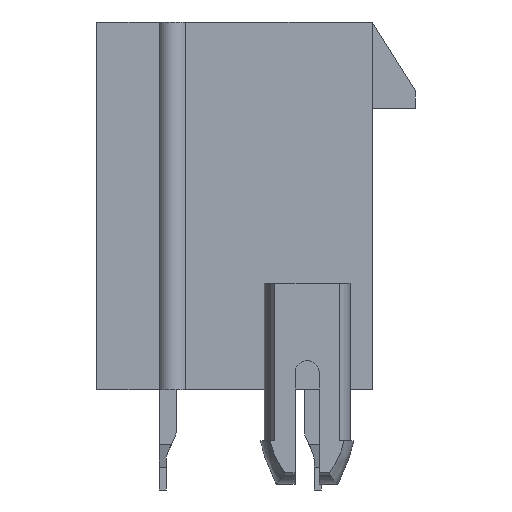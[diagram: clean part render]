
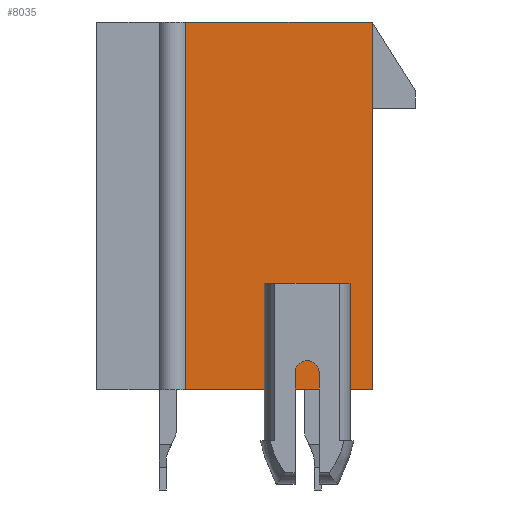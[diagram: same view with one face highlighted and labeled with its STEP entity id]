
A CAD part, left-side view. The second image highlights one B-rep face of the part: STEP entity #8035.
In plain terms, the highlighted planar face has unit normal (-1, 0, 0).
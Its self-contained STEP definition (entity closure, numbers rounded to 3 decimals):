
#965=ORIENTED_EDGE('',*,*,#2268,.F.);
#966=ORIENTED_EDGE('',*,*,#2271,.F.);
#967=ORIENTED_EDGE('',*,*,#2261,.F.);
#968=ORIENTED_EDGE('',*,*,#2265,.F.);
#969=ORIENTED_EDGE('',*,*,#2478,.T.);
#970=ORIENTED_EDGE('',*,*,#2446,.T.);
#971=ORIENTED_EDGE('',*,*,#2457,.T.);
#972=ORIENTED_EDGE('',*,*,#2278,.F.);
#2261=EDGE_CURVE('',#3100,#3101,#3651,.T.);
#2265=EDGE_CURVE('',#3104,#3100,#3655,.T.);
#2268=EDGE_CURVE('',#3106,#3104,#3658,.T.);
#2271=EDGE_CURVE('',#3101,#3106,#3661,.T.);
#2278=EDGE_CURVE('',#3111,#3108,#3666,.T.);
#2446=EDGE_CURVE('',#3222,#3221,#3830,.T.);
#2457=EDGE_CURVE('',#3221,#3108,#3841,.T.);
#2478=EDGE_CURVE('',#3111,#3222,#3862,.T.);
#3100=VERTEX_POINT('',#10966);
#3101=VERTEX_POINT('',#10967);
#3104=VERTEX_POINT('',#10975);
#3106=VERTEX_POINT('',#10981);
#3108=VERTEX_POINT('',#10992);
#3111=VERTEX_POINT('',#10997);
#3221=VERTEX_POINT('',#11322);
#3222=VERTEX_POINT('',#11324);
#3651=LINE('',#10965,#4381);
#3655=LINE('',#10974,#4385);
#3658=LINE('',#10980,#4388);
#3661=LINE('',#10986,#4391);
#3666=LINE('',#10998,#4396);
#3830=LINE('',#11323,#4560);
#3841=LINE('',#11343,#4571);
#3862=LINE('',#11377,#4592);
#4381=VECTOR('',#8988,1000.);
#4385=VECTOR('',#8994,1000.);
#4388=VECTOR('',#8999,1000.);
#4391=VECTOR('',#9004,1000.);
#4396=VECTOR('',#9015,1000.);
#4560=VECTOR('',#9281,1000.);
#4571=VECTOR('',#9298,1000.);
#4592=VECTOR('',#9327,1000.);
#5083=EDGE_LOOP('',(#965,#966,#967,#968));
#5084=EDGE_LOOP('',(#969,#970,#971,#972));
#5393=FACE_BOUND('',#5083,.T.);
#5394=FACE_BOUND('',#5084,.T.);
#5669=PLANE('',#8383);
#8035=ADVANCED_FACE('',(#5393,#5394),#5669,.T.);
#8383=AXIS2_PLACEMENT_3D('',#11388,#9338,#9339);
#8988=DIRECTION('',(0.,0.,1.));
#8994=DIRECTION('',(0.,-1.,0.));
#8999=DIRECTION('',(0.,0.,-1.));
#9004=DIRECTION('',(0.,1.,0.));
#9015=DIRECTION('',(0.,0.,1.));
#9281=DIRECTION('',(0.,0.,1.));
#9298=DIRECTION('',(0.,1.,0.));
#9327=DIRECTION('',(0.,-1.,0.));
#9338=DIRECTION('',(-1.,0.,0.));
#9339=DIRECTION('',(0.,0.,1.));
#10965=CARTESIAN_POINT('',(-2.75,-3.28,-5.3));
#10966=CARTESIAN_POINT('',(-2.75,-3.28,-5.3));
#10967=CARTESIAN_POINT('',(-2.75,-3.28,-2.7));
#10974=CARTESIAN_POINT('',(-2.75,-1.78,-5.3));
#10975=CARTESIAN_POINT('',(-2.75,-1.78,-5.3));
#10980=CARTESIAN_POINT('',(-2.75,-1.78,-2.7));
#10981=CARTESIAN_POINT('',(-2.75,-1.78,-2.7));
#10986=CARTESIAN_POINT('',(-2.75,-3.28,-2.7));
#10992=CARTESIAN_POINT('',(-2.75,1.7,6.4));
#10997=CARTESIAN_POINT('',(-2.75,1.7,-6.4));
#10998=CARTESIAN_POINT('',(-2.75,1.7,-6.4));
#11322=CARTESIAN_POINT('',(-2.75,-4.8,6.4));
#11323=CARTESIAN_POINT('',(-2.75,-4.8,-6.4));
#11324=CARTESIAN_POINT('',(-2.75,-4.8,-6.4));
#11343=CARTESIAN_POINT('',(-2.75,-4.8,6.4));
#11377=CARTESIAN_POINT('',(-2.75,4.8,-6.4));
#11388=CARTESIAN_POINT('',(-2.75,0.,0.));
